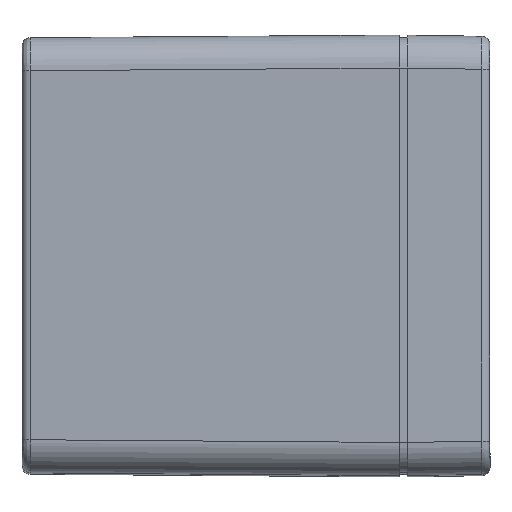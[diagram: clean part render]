
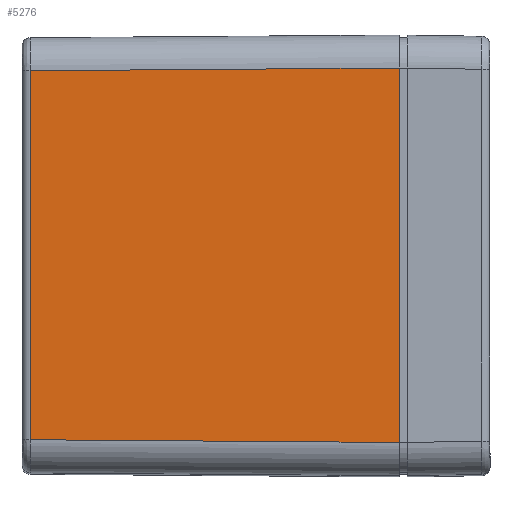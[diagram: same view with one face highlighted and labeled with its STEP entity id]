
A CAD part, top view. The second image highlights one B-rep face of the part: STEP entity #5276.
In plain terms, the highlighted planar face has unit normal (-0.007, 0, 1).
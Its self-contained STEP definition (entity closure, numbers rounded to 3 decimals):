
#448=LINE('',#10117,#752);
#461=LINE('',#10259,#765);
#462=LINE('',#10263,#766);
#463=LINE('',#10264,#767);
#752=VECTOR('',#7449,67.022);
#765=VECTOR('',#7496,67.015);
#766=VECTOR('',#7501,67.015);
#767=VECTOR('',#7502,68.);
#933=PLANE('',#5979);
#1344=FACE_OUTER_BOUND('',#1778,.T.);
#1778=EDGE_LOOP('',(#4504,#4505,#4506,#4507));
#2577=VERTEX_POINT('',#10054);
#2581=VERTEX_POINT('',#10115);
#2593=VERTEX_POINT('',#10258);
#2594=VERTEX_POINT('',#10262);
#3238=EDGE_CURVE('',#2581,#2577,#448,.T.);
#3260=EDGE_CURVE('',#2577,#2593,#461,.T.);
#3262=EDGE_CURVE('',#2594,#2581,#462,.T.);
#3263=EDGE_CURVE('',#2594,#2593,#463,.T.);
#4504=ORIENTED_EDGE('',*,*,#3238,.F.);
#4505=ORIENTED_EDGE('',*,*,#3262,.F.);
#4506=ORIENTED_EDGE('',*,*,#3263,.T.);
#4507=ORIENTED_EDGE('',*,*,#3260,.F.);
#5276=ADVANCED_FACE('',(#1344),#933,.F.);
#5979=AXIS2_PLACEMENT_3D('',#10261,#7499,#7500);
#7449=DIRECTION('',(0.,1.,0.));
#7496=DIRECTION('',(1.,0.007,0.007));
#7499=DIRECTION('center_axis',(0.007,0.,-1.));
#7500=DIRECTION('ref_axis',(-1.,0.,-0.007));
#7501=DIRECTION('',(-1.,0.007,-0.007));
#7502=DIRECTION('',(0.,1.,0.));
#10054=CARTESIAN_POINT('',(38.739,-5.162,62.888));
#10115=CARTESIAN_POINT('',(38.739,-72.184,62.888));
#10117=CARTESIAN_POINT('',(38.739,-72.184,62.888));
#10258=CARTESIAN_POINT('',(105.75,-4.673,63.378));
#10259=CARTESIAN_POINT('',(38.739,-5.162,62.888));
#10261=CARTESIAN_POINT('Origin',(105.75,1.327,63.378));
#10262=CARTESIAN_POINT('',(105.75,-72.673,63.378));
#10263=CARTESIAN_POINT('',(105.75,-72.673,63.378));
#10264=CARTESIAN_POINT('',(105.75,-72.673,63.378));
